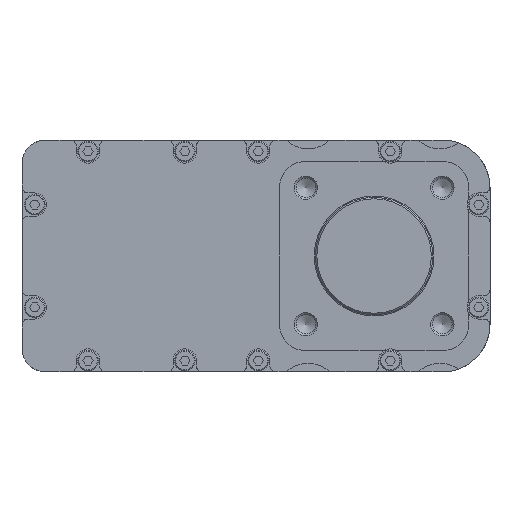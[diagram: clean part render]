
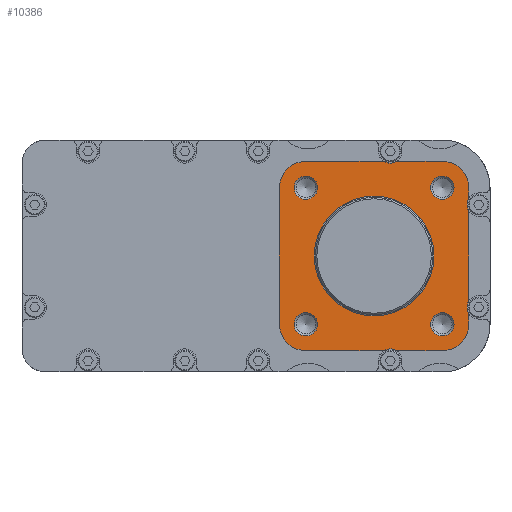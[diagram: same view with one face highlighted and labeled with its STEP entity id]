
A CAD part, left-side view. The second image highlights one B-rep face of the part: STEP entity #10386.
In plain terms, the highlighted face is planar.
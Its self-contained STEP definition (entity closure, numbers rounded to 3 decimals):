
#786=PLANE('',#11323);
#1335=CIRCLE('',#11188,4.);
#1338=CIRCLE('',#11194,4.);
#1341=CIRCLE('',#11200,4.);
#1344=CIRCLE('',#11206,4.);
#1353=CIRCLE('',#11221,20.4);
#1370=CIRCLE('',#11267,4.);
#1375=CIRCLE('',#11277,4.);
#1379=CIRCLE('',#11286,4.);
#1382=CIRCLE('',#11294,4.);
#1394=CIRCLE('',#11324,4.);
#1395=CIRCLE('',#11325,9.);
#1396=CIRCLE('',#11326,9.);
#1397=CIRCLE('',#11327,9.);
#1398=CIRCLE('',#11328,9.);
#2227=VERTEX_POINT('',#13747);
#2231=VERTEX_POINT('',#13760);
#2235=VERTEX_POINT('',#13773);
#2239=VERTEX_POINT('',#13786);
#2248=VERTEX_POINT('',#13814);
#2278=VERTEX_POINT('',#13932);
#2280=VERTEX_POINT('',#13935);
#2287=VERTEX_POINT('',#13961);
#2288=VERTEX_POINT('',#13963);
#2293=VERTEX_POINT('',#13984);
#2294=VERTEX_POINT('',#13986);
#2300=VERTEX_POINT('',#14008);
#2301=VERTEX_POINT('',#14010);
#2323=VERTEX_POINT('',#14091);
#2324=VERTEX_POINT('',#14093);
#2325=VERTEX_POINT('',#14095);
#2326=VERTEX_POINT('',#14097);
#2327=VERTEX_POINT('',#14099);
#2328=VERTEX_POINT('',#14101);
#2329=VERTEX_POINT('',#14104);
#2330=VERTEX_POINT('',#14106);
#2331=VERTEX_POINT('',#14110);
#3279=VECTOR('',#16781,1.);
#3280=VECTOR('',#16784,1.);
#3281=VECTOR('',#16787,1.);
#3282=VECTOR('',#16790,1.);
#3283=VECTOR('',#16791,1.);
#3284=VECTOR('',#16794,1.);
#3285=VECTOR('',#16795,1.);
#3286=VECTOR('',#16796,1.);
#4248=LINE('',#14090,#3279);
#4249=LINE('',#14094,#3280);
#4250=LINE('',#14098,#3281);
#4251=LINE('',#14102,#3282);
#4252=LINE('',#14103,#3283);
#4253=LINE('',#14107,#3284);
#4254=LINE('',#14108,#3285);
#4255=LINE('',#14109,#3286);
#5429=EDGE_CURVE('',#2227,#2227,#1335,.T.);
#5435=EDGE_CURVE('',#2231,#2231,#1338,.T.);
#5441=EDGE_CURVE('',#2235,#2235,#1341,.T.);
#5447=EDGE_CURVE('',#2239,#2239,#1344,.T.);
#5460=EDGE_CURVE('',#2248,#2248,#1353,.T.);
#5519=EDGE_CURVE('',#2280,#2278,#1370,.T.);
#5534=EDGE_CURVE('',#2288,#2287,#1375,.T.);
#5546=EDGE_CURVE('',#2294,#2293,#1379,.T.);
#5558=EDGE_CURVE('',#2301,#2300,#1382,.T.);
#5599=EDGE_CURVE('',#2323,#2280,#4248,.F.);
#5600=EDGE_CURVE('',#2278,#2324,#1394,.F.);
#5601=EDGE_CURVE('',#2324,#2325,#4249,.F.);
#5602=EDGE_CURVE('',#2325,#2326,#1395,.T.);
#5603=EDGE_CURVE('',#2326,#2327,#4250,.F.);
#5604=EDGE_CURVE('',#2327,#2328,#1396,.T.);
#5605=EDGE_CURVE('',#2328,#2301,#4251,.F.);
#5606=EDGE_CURVE('',#2300,#2329,#4252,.F.);
#5607=EDGE_CURVE('',#2329,#2330,#1397,.T.);
#5608=EDGE_CURVE('',#2330,#2294,#4253,.F.);
#5609=EDGE_CURVE('',#2293,#2288,#4254,.F.);
#5610=EDGE_CURVE('',#2287,#2331,#4255,.F.);
#5611=EDGE_CURVE('',#2331,#2323,#1398,.T.);
#8098=ORIENTED_EDGE('',*,*,#5429,.F.);
#8099=ORIENTED_EDGE('',*,*,#5435,.F.);
#8100=ORIENTED_EDGE('',*,*,#5441,.F.);
#8101=ORIENTED_EDGE('',*,*,#5447,.F.);
#8102=ORIENTED_EDGE('',*,*,#5460,.F.);
#8103=ORIENTED_EDGE('',*,*,#5599,.T.);
#8104=ORIENTED_EDGE('',*,*,#5519,.T.);
#8105=ORIENTED_EDGE('',*,*,#5600,.T.);
#8106=ORIENTED_EDGE('',*,*,#5601,.T.);
#8107=ORIENTED_EDGE('',*,*,#5602,.T.);
#8108=ORIENTED_EDGE('',*,*,#5603,.T.);
#8109=ORIENTED_EDGE('',*,*,#5604,.T.);
#8110=ORIENTED_EDGE('',*,*,#5605,.T.);
#8111=ORIENTED_EDGE('',*,*,#5558,.T.);
#8112=ORIENTED_EDGE('',*,*,#5606,.T.);
#8113=ORIENTED_EDGE('',*,*,#5607,.T.);
#8114=ORIENTED_EDGE('',*,*,#5608,.T.);
#8115=ORIENTED_EDGE('',*,*,#5546,.T.);
#8116=ORIENTED_EDGE('',*,*,#5609,.T.);
#8117=ORIENTED_EDGE('',*,*,#5534,.T.);
#8118=ORIENTED_EDGE('',*,*,#5610,.T.);
#8119=ORIENTED_EDGE('',*,*,#5611,.T.);
#9135=EDGE_LOOP('',(#8098));
#9136=EDGE_LOOP('',(#8099));
#9137=EDGE_LOOP('',(#8100));
#9138=EDGE_LOOP('',(#8101));
#9139=EDGE_LOOP('',(#8102));
#9140=EDGE_LOOP('',(#8103,#8104,#8105,#8106,#8107,#8108,#8109,#8110,#8111,
#8112,#8113,#8114,#8115,#8116,#8117,#8118,#8119));
#9795=FACE_BOUND('',#9135,.T.);
#9796=FACE_BOUND('',#9136,.T.);
#9797=FACE_BOUND('',#9137,.T.);
#9798=FACE_BOUND('',#9138,.T.);
#9799=FACE_BOUND('',#9139,.T.);
#9800=FACE_BOUND('',#9140,.T.);
#10386=ADVANCED_FACE('',(#9795,#9796,#9797,#9798,#9799,#9800),#786,.T.);
#11188=AXIS2_PLACEMENT_3D('',#13749,#16426,#16427);
#11194=AXIS2_PLACEMENT_3D('',#13762,#16441,#16442);
#11200=AXIS2_PLACEMENT_3D('',#13775,#16456,#16457);
#11206=AXIS2_PLACEMENT_3D('',#13788,#16471,#16472);
#11221=AXIS2_PLACEMENT_3D('',#13815,#16503,#16504);
#11267=AXIS2_PLACEMENT_3D('',#13934,#16625,#16626);
#11277=AXIS2_PLACEMENT_3D('',#13962,#16653,#16654);
#11286=AXIS2_PLACEMENT_3D('',#13985,#16677,#16678);
#11294=AXIS2_PLACEMENT_3D('',#14009,#16700,#16701);
#11323=AXIS2_PLACEMENT_3D('',#14089,#16780,$);
#11324=AXIS2_PLACEMENT_3D('',#14092,#16782,#16783);
#11325=AXIS2_PLACEMENT_3D('',#14096,#16785,#16786);
#11326=AXIS2_PLACEMENT_3D('',#14100,#16788,#16789);
#11327=AXIS2_PLACEMENT_3D('',#14105,#16792,#16793);
#11328=AXIS2_PLACEMENT_3D('',#14111,#16797,#16798);
#13747=CARTESIAN_POINT('',(61.,-23.25,-27.25));
#13749=CARTESIAN_POINT('',(61.,-23.25,-23.25));
#13760=CARTESIAN_POINT('',(61.,23.25,-27.25));
#13762=CARTESIAN_POINT('',(61.,23.25,-23.25));
#13773=CARTESIAN_POINT('',(61.,23.25,19.25));
#13775=CARTESIAN_POINT('',(61.,23.25,23.25));
#13786=CARTESIAN_POINT('',(61.,-23.25,19.25));
#13788=CARTESIAN_POINT('',(61.,-23.25,23.25));
#13814=CARTESIAN_POINT('',(61.,0.,-20.4));
#13815=CARTESIAN_POINT('',(61.,0.,0.));
#13932=CARTESIAN_POINT('',(61.,-5.5,-31.65));
#13934=CARTESIAN_POINT('',(61.,-5.5,-35.65));
#13935=CARTESIAN_POINT('',(61.,-7.607,-32.25));
#13961=CARTESIAN_POINT('',(61.,-32.25,-19.607));
#13962=CARTESIAN_POINT('',(61.,-35.65,-17.5));
#13963=CARTESIAN_POINT('',(61.,-32.25,-15.393));
#13984=CARTESIAN_POINT('',(61.,-32.25,15.393));
#13985=CARTESIAN_POINT('',(61.,-35.65,17.5));
#13986=CARTESIAN_POINT('',(61.,-32.25,19.607));
#14008=CARTESIAN_POINT('',(61.,-7.607,32.25));
#14009=CARTESIAN_POINT('',(61.,-5.5,35.65));
#14010=CARTESIAN_POINT('',(61.,-3.393,32.25));
#14089=CARTESIAN_POINT('',(61.,23.25,23.25));
#14090=CARTESIAN_POINT('',(61.,0.,-32.25));
#14091=CARTESIAN_POINT('',(61.,-23.25,-32.25));
#14092=CARTESIAN_POINT('',(61.,-5.5,-35.65));
#14093=CARTESIAN_POINT('',(61.,-3.393,-32.25));
#14094=CARTESIAN_POINT('',(61.,0.,-32.25));
#14095=CARTESIAN_POINT('',(61.,23.25,-32.25));
#14096=CARTESIAN_POINT('',(61.,23.25,-23.25));
#14097=CARTESIAN_POINT('',(61.,32.25,-23.25));
#14098=CARTESIAN_POINT('',(61.,32.25,0.));
#14099=CARTESIAN_POINT('',(61.,32.25,23.25));
#14100=CARTESIAN_POINT('',(61.,23.25,23.25));
#14101=CARTESIAN_POINT('',(61.,23.25,32.25));
#14102=CARTESIAN_POINT('',(61.,23.25,32.25));
#14103=CARTESIAN_POINT('',(61.,23.25,32.25));
#14104=CARTESIAN_POINT('',(61.,-23.25,32.25));
#14105=CARTESIAN_POINT('',(61.,-23.25,23.25));
#14106=CARTESIAN_POINT('',(61.,-32.25,23.25));
#14107=CARTESIAN_POINT('',(61.,-32.25,23.25));
#14108=CARTESIAN_POINT('',(61.,-32.25,23.25));
#14109=CARTESIAN_POINT('',(61.,-32.25,23.25));
#14110=CARTESIAN_POINT('',(61.,-32.25,-23.25));
#14111=CARTESIAN_POINT('',(61.,-23.25,-23.25));
#16426=DIRECTION('',(1.,0.,0.));
#16427=DIRECTION('',(0.,0.,-4.));
#16441=DIRECTION('',(1.,0.,0.));
#16442=DIRECTION('',(0.,0.,-4.));
#16456=DIRECTION('',(1.,0.,0.));
#16457=DIRECTION('',(0.,0.,-4.));
#16471=DIRECTION('',(1.,0.,0.));
#16472=DIRECTION('',(0.,0.,-4.));
#16503=DIRECTION('',(1.,0.,0.));
#16504=DIRECTION('',(0.,0.,-20.4));
#16625=DIRECTION('',(-1.,0.,0.));
#16626=DIRECTION('',(0.,0.,4.));
#16653=DIRECTION('',(-1.,0.,0.));
#16654=DIRECTION('',(0.,0.,4.));
#16677=DIRECTION('',(-1.,0.,0.));
#16678=DIRECTION('',(0.,0.,4.));
#16700=DIRECTION('',(-1.,0.,0.));
#16701=DIRECTION('',(0.,0.,4.));
#16780=DIRECTION('',(1.,0.,0.));
#16781=DIRECTION('',(0.,-1.,0.));
#16782=DIRECTION('',(1.,0.,0.));
#16783=DIRECTION('',(0.,0.,4.));
#16784=DIRECTION('',(0.,-1.,0.));
#16785=DIRECTION('',(1.,0.,0.));
#16786=DIRECTION('',(0.,0.,9.));
#16787=DIRECTION('',(0.,0.,-1.));
#16788=DIRECTION('',(1.,0.,0.));
#16789=DIRECTION('',(0.,0.,9.));
#16790=DIRECTION('',(0.,1.,0.));
#16791=DIRECTION('',(0.,1.,0.));
#16792=DIRECTION('',(1.,0.,0.));
#16793=DIRECTION('',(0.,0.,9.));
#16794=DIRECTION('',(0.,0.,1.));
#16795=DIRECTION('',(0.,0.,1.));
#16796=DIRECTION('',(0.,0.,1.));
#16797=DIRECTION('',(1.,0.,0.));
#16798=DIRECTION('',(0.,0.,9.));
